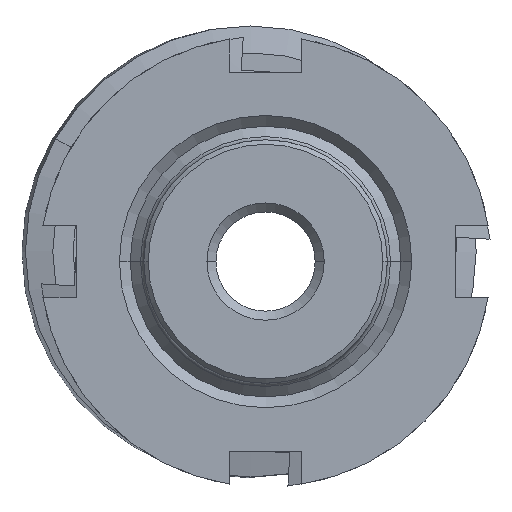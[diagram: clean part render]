
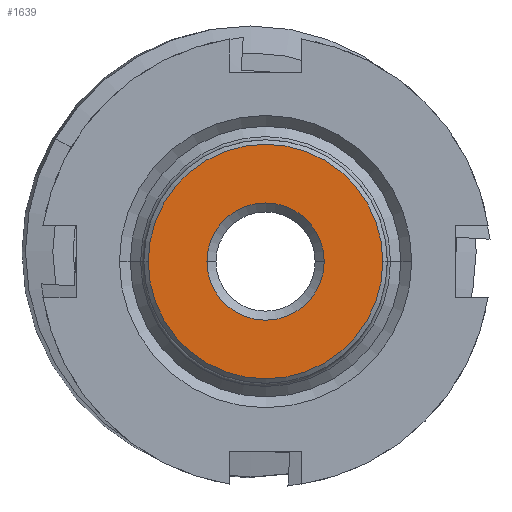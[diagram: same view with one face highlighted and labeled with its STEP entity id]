
A CAD part, front view. The second image highlights one B-rep face of the part: STEP entity #1639.
In plain terms, the highlighted planar face has unit normal (0, -1, 0).
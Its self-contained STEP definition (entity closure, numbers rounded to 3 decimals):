
#112 = EDGE_LOOP ( 'NONE', ( #639, #406 ) ) ;
#132 = DIRECTION ( 'NONE',  ( 0., 1., 0. ) ) ;
#250 = FACE_BOUND ( 'NONE', #1800, .T. ) ;
#406 = ORIENTED_EDGE ( 'NONE', *, *, #1440, .F. ) ;
#416 = DIRECTION ( 'NONE',  ( -1., 0., 0. ) ) ;
#514 = ORIENTED_EDGE ( 'NONE', *, *, #3994, .T. ) ;
#553 = DIRECTION ( 'NONE',  ( 0., 1., 0. ) ) ;
#639 = ORIENTED_EDGE ( 'NONE', *, *, #1521, .F. ) ;
#790 = DIRECTION ( 'NONE',  ( 0., 1., 0. ) ) ;
#824 = VERTEX_POINT ( 'NONE', #3715 ) ;
#922 = DIRECTION ( 'NONE',  ( -1., 0., 0. ) ) ;
#936 = AXIS2_PLACEMENT_3D ( 'NONE', #4033, #553, #4011 ) ;
#1033 = ORIENTED_EDGE ( 'NONE', *, *, #3241, .T. ) ;
#1152 = AXIS2_PLACEMENT_3D ( 'NONE', #1879, #132, #1304 ) ;
#1178 = PLANE ( 'NONE',  #1152 ) ;
#1184 = VERTEX_POINT ( 'NONE', #3750 ) ;
#1304 = DIRECTION ( 'NONE',  ( -1., 0., 0. ) ) ;
#1332 = AXIS2_PLACEMENT_3D ( 'NONE', #1834, #2504, #416 ) ;
#1420 = VERTEX_POINT ( 'NONE', #2182 ) ;
#1440 = EDGE_CURVE ( 'NONE', #1420, #824, #4194, .T. ) ;
#1495 = DIRECTION ( 'NONE',  ( -1., 0., 0. ) ) ;
#1521 = EDGE_CURVE ( 'NONE', #824, #1420, #2431, .T. ) ;
#1639 = ADVANCED_FACE ( 'NONE', ( #2320, #250 ), #1178, .F. ) ;
#1800 = EDGE_LOOP ( 'NONE', ( #514, #1033 ) ) ;
#1834 = CARTESIAN_POINT ( 'NONE',  ( 0., -6.413, 0. ) ) ;
#1879 = CARTESIAN_POINT ( 'NONE',  ( 3.25, -6.413, 0. ) ) ;
#2182 = CARTESIAN_POINT ( 'NONE',  ( 6.5, -6.413, 0. ) ) ;
#2225 = CARTESIAN_POINT ( 'NONE',  ( 3.25, -6.413, 0. ) ) ;
#2320 = FACE_OUTER_BOUND ( 'NONE', #112, .T. ) ;
#2431 = CIRCLE ( 'NONE', #3039, 6.5 ) ;
#2504 = DIRECTION ( 'NONE',  ( 0., 1., 0. ) ) ;
#2529 = CARTESIAN_POINT ( 'NONE',  ( 0., -6.413, 0. ) ) ;
#2664 = CARTESIAN_POINT ( 'NONE',  ( 0., -6.413, 0. ) ) ;
#2750 = VERTEX_POINT ( 'NONE', #2225 ) ;
#3021 = DIRECTION ( 'NONE',  ( 0., 1., 0. ) ) ;
#3036 = CIRCLE ( 'NONE', #936, 3.25 ) ;
#3039 = AXIS2_PLACEMENT_3D ( 'NONE', #2529, #790, #1495 ) ;
#3115 = AXIS2_PLACEMENT_3D ( 'NONE', #2664, #3021, #922 ) ;
#3163 = CIRCLE ( 'NONE', #3115, 3.25 ) ;
#3241 = EDGE_CURVE ( 'NONE', #1184, #2750, #3163, .T. ) ;
#3715 = CARTESIAN_POINT ( 'NONE',  ( -6.5, -6.413, 0. ) ) ;
#3750 = CARTESIAN_POINT ( 'NONE',  ( -3.25, -6.413, 0. ) ) ;
#3994 = EDGE_CURVE ( 'NONE', #2750, #1184, #3036, .T. ) ;
#4011 = DIRECTION ( 'NONE',  ( -1., 0., 0. ) ) ;
#4033 = CARTESIAN_POINT ( 'NONE',  ( 0., -6.413, 0. ) ) ;
#4194 = CIRCLE ( 'NONE', #1332, 6.5 ) ;
